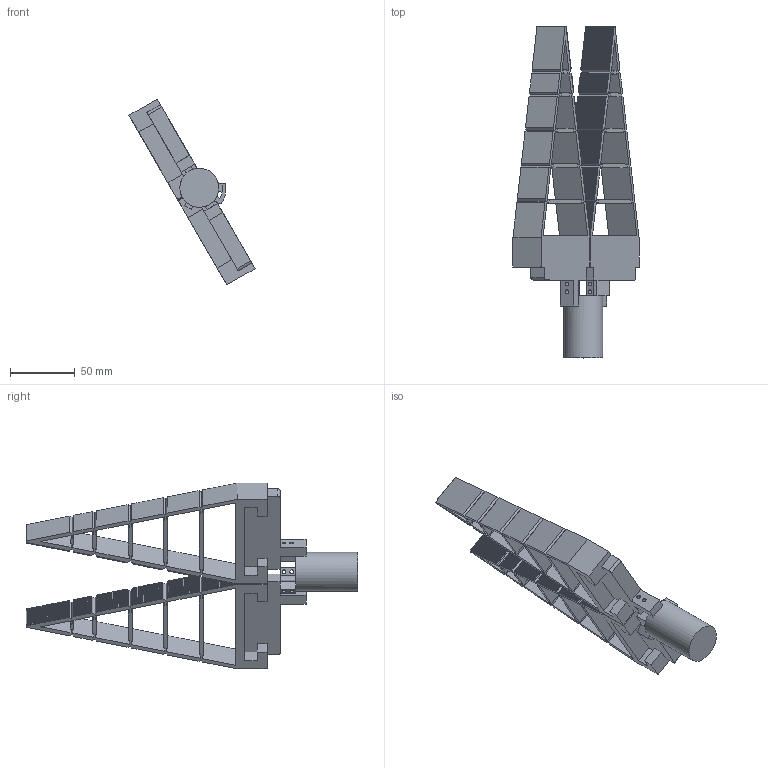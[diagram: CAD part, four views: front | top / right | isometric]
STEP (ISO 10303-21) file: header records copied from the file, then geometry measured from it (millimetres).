
FILE_DESCRIPTION(/* description */ (''),/* implementation_level */ '2;1');
FILE_NAME(/* name */ 'PlanB.stp',/* time_stamp */ '2023-12-05T20:41:17-05:00',/* author */ ('Juan_Daleman'),/* organization */ (''),/* preprocessor_version */ 'ST-DEVELOPER v19.2',/* originating_system */ 'Autodesk Inventor 2024',/* authorisation */ '');
FILE_SCHEMA (('AUTOMOTIVE_DESIGN { 1 0 10303 214 3 1 1 }'));
Products named in the file (1): PlanB
Bounding box: 97.15 x 255.82 x 143.27 mm (x, y, z)
Volume: 194941.2 mm3; surface area: 93947.6 mm2
Topology: 1 solids, 1 shells, 1794 faces, 5373 edges, 3579 vertices
Faces by surface type: plane 1268, cylinder 526
Full cylindrical faces by diameter (mm): 3 x8, 30 x1
Entity records: 62152 total; most frequent: CARTESIAN_POINT 10747, ORIENTED_EDGE 10746, DIRECTION 10023, EDGE_CURVE 5373, LINE 4313, VECTOR 4313, VERTEX_POINT 3579, AXIS2_PLACEMENT_3D 2855
